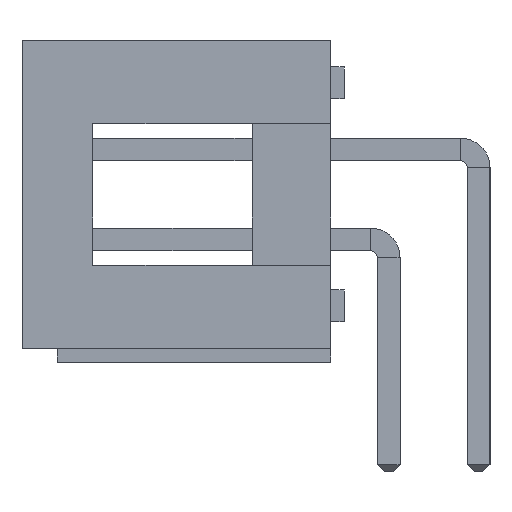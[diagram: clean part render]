
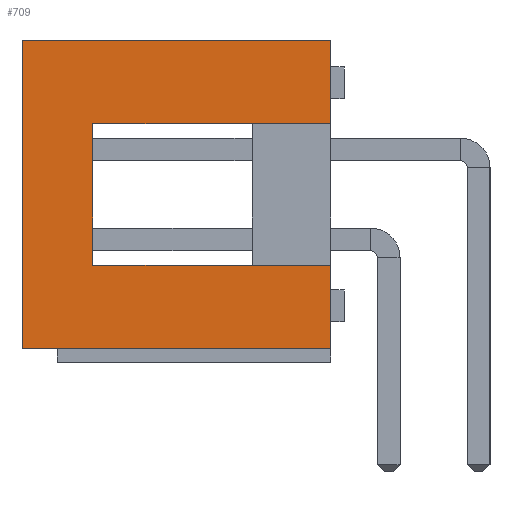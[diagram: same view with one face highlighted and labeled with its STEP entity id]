
A CAD part, left-side view. The second image highlights one B-rep face of the part: STEP entity #709.
In plain terms, the highlighted planar face has unit normal (-1, 0, 0).
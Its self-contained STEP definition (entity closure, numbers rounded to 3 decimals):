
#53 = PLANE ( 'NONE',  #2352 ) ;
#417 = EDGE_CURVE ( 'NONE', #20026, #7892, #16787, .T. ) ;
#508 = LINE ( 'NONE', #23392, #11225 ) ;
#699 = CARTESIAN_POINT ( 'NONE',  ( -19.05, 8.72, -4.36 ) ) ;
#709 = ADVANCED_FACE ( 'NONE', ( #18545 ), #53, .F. ) ;
#982 = VERTEX_POINT ( 'NONE', #4420 ) ;
#1310 = CARTESIAN_POINT ( 'NONE',  ( -19.05, 8.72, -4.36 ) ) ;
#2037 = EDGE_CURVE ( 'NONE', #20026, #19533, #24197, .T. ) ;
#2205 = VERTEX_POINT ( 'NONE', #14843 ) ;
#2352 = AXIS2_PLACEMENT_3D ( 'NONE', #15018, #18838, #11203 ) ;
#2916 = DIRECTION ( 'NONE',  ( 0., -1., 0. ) ) ;
#3155 = VECTOR ( 'NONE', #2916, 1000. ) ;
#3427 = VERTEX_POINT ( 'NONE', #9735 ) ;
#3488 = LINE ( 'NONE', #13144, #3155 ) ;
#4420 = CARTESIAN_POINT ( 'NONE',  ( -19.05, 6.72, 2. ) ) ;
#4570 = EDGE_CURVE ( 'NONE', #2205, #982, #508, .T. ) ;
#5152 = CARTESIAN_POINT ( 'NONE',  ( -19.05, 6.72, -2. ) ) ;
#6381 = DIRECTION ( 'NONE',  ( 0., 0., 1. ) ) ;
#6825 = VERTEX_POINT ( 'NONE', #19865 ) ;
#7270 = ORIENTED_EDGE ( 'NONE', *, *, #4570, .F. ) ;
#7341 = ORIENTED_EDGE ( 'NONE', *, *, #22017, .F. ) ;
#7555 = EDGE_LOOP ( 'NONE', ( #10719, #18144, #7341, #7270, #11718, #12038, #15629, #24529 ) ) ;
#7892 = VERTEX_POINT ( 'NONE', #22282 ) ;
#8154 = VECTOR ( 'NONE', #14345, 1000. ) ;
#9735 = CARTESIAN_POINT ( 'NONE',  ( -19.05, 0., 4.36 ) ) ;
#9965 = DIRECTION ( 'NONE',  ( 0., 1., 0. ) ) ;
#10524 = VECTOR ( 'NONE', #11648, 1000. ) ;
#10719 = ORIENTED_EDGE ( 'NONE', *, *, #12200, .T. ) ;
#11203 = DIRECTION ( 'NONE',  ( 0., 0., -1. ) ) ;
#11208 = EDGE_CURVE ( 'NONE', #7892, #3427, #3488, .T. ) ;
#11225 = VECTOR ( 'NONE', #9965, 1000. ) ;
#11648 = DIRECTION ( 'NONE',  ( 0., 0., -1. ) ) ;
#11718 = ORIENTED_EDGE ( 'NONE', *, *, #12643, .T. ) ;
#12038 = ORIENTED_EDGE ( 'NONE', *, *, #11208, .F. ) ;
#12200 = EDGE_CURVE ( 'NONE', #19533, #18964, #12632, .T. ) ;
#12567 = CARTESIAN_POINT ( 'NONE',  ( -19.05, 8.72, 4.36 ) ) ;
#12632 = LINE ( 'NONE', #14031, #13836 ) ;
#12643 = EDGE_CURVE ( 'NONE', #2205, #3427, #14067, .T. ) ;
#13144 = CARTESIAN_POINT ( 'NONE',  ( -19.05, 8.72, 4.36 ) ) ;
#13501 = CARTESIAN_POINT ( 'NONE',  ( -19.05, 0., 4.36 ) ) ;
#13836 = VECTOR ( 'NONE', #6381, 1000. ) ;
#14031 = CARTESIAN_POINT ( 'NONE',  ( -19.05, 0., 4.36 ) ) ;
#14067 = LINE ( 'NONE', #13501, #19695 ) ;
#14139 = VECTOR ( 'NONE', #18403, 1000. ) ;
#14345 = DIRECTION ( 'NONE',  ( 0., -1., 0. ) ) ;
#14843 = CARTESIAN_POINT ( 'NONE',  ( -19.05, 0., 2. ) ) ;
#15018 = CARTESIAN_POINT ( 'NONE',  ( -19.05, 8.72, 4.36 ) ) ;
#15629 = ORIENTED_EDGE ( 'NONE', *, *, #417, .F. ) ;
#16550 = DIRECTION ( 'NONE',  ( 0., -1., 0. ) ) ;
#16702 = CARTESIAN_POINT ( 'NONE',  ( -19.05, 0., -4.36 ) ) ;
#16787 = LINE ( 'NONE', #12567, #14139 ) ;
#17212 = VECTOR ( 'NONE', #16550, 1000. ) ;
#17378 = LINE ( 'NONE', #22985, #10524 ) ;
#18144 = ORIENTED_EDGE ( 'NONE', *, *, #19407, .F. ) ;
#18403 = DIRECTION ( 'NONE',  ( 0., 0., 1. ) ) ;
#18545 = FACE_OUTER_BOUND ( 'NONE', #7555, .T. ) ;
#18838 = DIRECTION ( 'NONE',  ( 1., 0., 0. ) ) ;
#18964 = VERTEX_POINT ( 'NONE', #23679 ) ;
#19325 = DIRECTION ( 'NONE',  ( 0., 0., 1. ) ) ;
#19407 = EDGE_CURVE ( 'NONE', #6825, #18964, #22856, .T. ) ;
#19533 = VERTEX_POINT ( 'NONE', #16702 ) ;
#19695 = VECTOR ( 'NONE', #19325, 1000. ) ;
#19865 = CARTESIAN_POINT ( 'NONE',  ( -19.05, 6.72, -2. ) ) ;
#20026 = VERTEX_POINT ( 'NONE', #1310 ) ;
#22017 = EDGE_CURVE ( 'NONE', #982, #6825, #17378, .T. ) ;
#22282 = CARTESIAN_POINT ( 'NONE',  ( -19.05, 8.72, 4.36 ) ) ;
#22856 = LINE ( 'NONE', #5152, #17212 ) ;
#22985 = CARTESIAN_POINT ( 'NONE',  ( -19.05, 6.72, 2. ) ) ;
#23392 = CARTESIAN_POINT ( 'NONE',  ( -19.05, 0., 2. ) ) ;
#23679 = CARTESIAN_POINT ( 'NONE',  ( -19.05, 0., -2. ) ) ;
#24197 = LINE ( 'NONE', #699, #8154 ) ;
#24529 = ORIENTED_EDGE ( 'NONE', *, *, #2037, .T. ) ;
